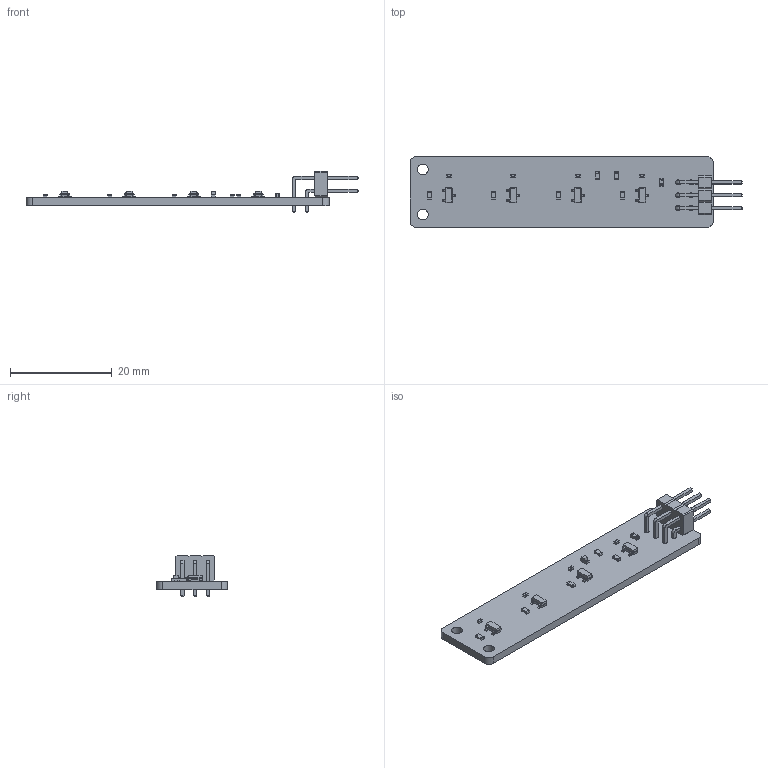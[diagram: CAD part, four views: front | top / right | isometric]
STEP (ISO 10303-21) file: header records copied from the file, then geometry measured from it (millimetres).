
FILE_DESCRIPTION(('KiCad electronic assembly'),'2;1');
FILE_NAME('Linearsensor.step','2022-09-23T19:09:23',('Pcbnew'),('Kicad') ,'Open CASCADE STEP processor 7.6','KiCad to STEP converter','Unknown' );
FILE_SCHEMA(('AUTOMOTIVE_DESIGN { 1 0 10303 214 1 1 1 1 }'));
Length unit declared in the file: millimetre
Products named in the file (14): Linearsensor 1; R_0603_1608Metric; SOLID; D_0603_1608Metric; SOT-23; C_0402_1005Metric; PinHeader_2x03_P2.54mm_Horizontal; LED_0603_1608Metric; Linearsensor PCB
Assembly tree (23 placements, depth 3):
  Linearsensor 1
    R_0603_1608Metric  x5
      SOLID
    D_0603_1608Metric
      SOLID
    SOT-23  x4
      SOLID
    C_0402_1005Metric  x4
      SOLID
    PinHeader_2x03_P2.54mm_Horizontal
      SOLID
    LED_0603_1608Metric
      SOLID
    Linearsensor PCB
Bounding box: 65.35 x 13.97 x 8.08 mm (x, y, z)
Volume: 1468.2 mm3; surface area: 2406.4 mm2
Topology: 17 solids, 17 shells, 801 faces, 1991 edges, 1246 vertices
Faces by surface type: bspline 783, cylinder 12, plane 6
Full cylindrical faces by diameter (mm): 1 x6, 2.1 x2
Entity records: 24475 total; most frequent: CARTESIAN_POINT 8736, B_SPLINE_CURVE_WITH_KNOTS 2521, ORIENTED_EDGE 1926, PCURVE 1926, DEFINITIONAL_REPRESENTATION 1926, EDGE_CURVE 963, SURFACE_CURVE 955, VERTEX_POINT 608
